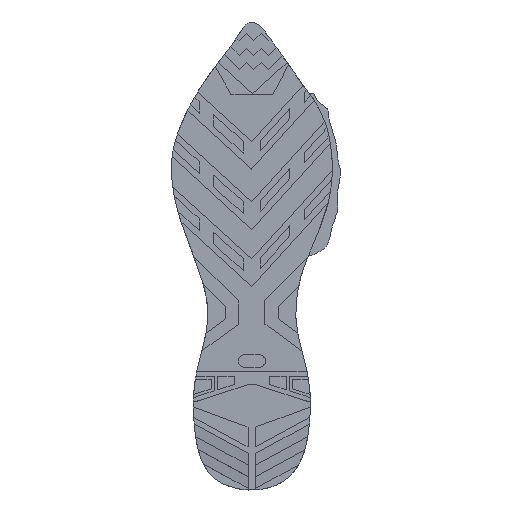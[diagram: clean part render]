
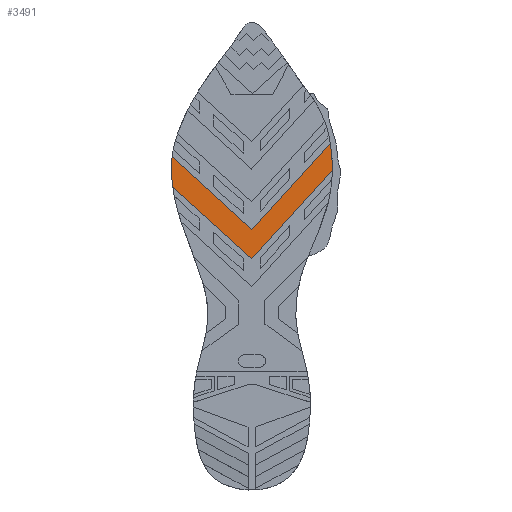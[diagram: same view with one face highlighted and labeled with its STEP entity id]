
A CAD part, top view. The second image highlights one B-rep face of the part: STEP entity #3491.
In plain terms, the highlighted face is planar.
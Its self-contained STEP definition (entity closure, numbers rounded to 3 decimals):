
#13 = VERTEX_POINT ( 'NONE', #5706 ) ;
#103 = FACE_OUTER_BOUND ( 'NONE', #3780, .T. ) ;
#245 = VERTEX_POINT ( 'NONE', #6044 ) ;
#351 = EDGE_CURVE ( 'NONE', #956, #3510, #5631, .T. ) ;
#364 = ORIENTED_EDGE ( 'NONE', *, *, #6649, .F. ) ;
#371 = VECTOR ( 'NONE', #2526, 1000. ) ;
#419 = EDGE_CURVE ( 'NONE', #13, #2574, #2661, .T. ) ;
#511 = DIRECTION ( 'NONE',  ( 0.673, 0., 0.74 ) ) ;
#574 = CARTESIAN_POINT ( 'NONE',  ( 18.986, 3., -17.263 ) ) ;
#729 = CARTESIAN_POINT ( 'NONE',  ( -54.34, 3., -112.681 ) ) ;
#956 = VERTEX_POINT ( 'NONE', #3856 ) ;
#1042 = CARTESIAN_POINT ( 'NONE',  ( -18.986, 3., -20.88 ) ) ;
#1052 = CARTESIAN_POINT ( 'NONE',  ( 54.551, 3., -107.835 ) ) ;
#1341 = CARTESIAN_POINT ( 'NONE',  ( -54.95, 3., -106.378 ) ) ;
#1348 = VECTOR ( 'NONE', #4173, 1000. ) ;
#1487 = DIRECTION ( 'NONE',  ( 0.74, 0., -0.673 ) ) ;
#1935 = CARTESIAN_POINT ( 'NONE',  ( 0., 3., -38.144 ) ) ;
#1962 = CARTESIAN_POINT ( 'NONE',  ( -28.986, 3., -31.879 ) ) ;
#1987 = B_SPLINE_CURVE_WITH_KNOTS ( 'NONE', 3,
 ( #3062, #4099, #2338, #2847, #4927, #2373 ),
 .UNSPECIFIED., .F., .F.,
 ( 4, 1, 1, 4 ),
 ( 0.151, 0.152, 0.167, 0.175 ),
 .UNSPECIFIED. ) ;
#2166 = CARTESIAN_POINT ( 'NONE',  ( 0., 3., 0. ) ) ;
#2201 = VECTOR ( 'NONE', #511, 1000. ) ;
#2242 = CARTESIAN_POINT ( 'NONE',  ( -53.596, 3., -117.179 ) ) ;
#2338 = CARTESIAN_POINT ( 'NONE',  ( 55.105, 3., -102.894 ) ) ;
#2373 = CARTESIAN_POINT ( 'NONE',  ( 54.096, 3., -87.331 ) ) ;
#2472 = B_SPLINE_CURVE_WITH_KNOTS ( 'NONE', 3,
 ( #5998, #3228, #1341, #729, #2242 ),
 .UNSPECIFIED., .F., .F.,
 ( 4, 1, 4 ),
 ( 0.838, 0.843, 0.855 ),
 .UNSPECIFIED. ) ;
#2526 = DIRECTION ( 'NONE',  ( -0.74, 0., 0.673 ) ) ;
#2542 = ORIENTED_EDGE ( 'NONE', *, *, #6054, .T. ) ;
#2574 = VERTEX_POINT ( 'NONE', #1935 ) ;
#2637 = DIRECTION ( 'NONE',  ( 0., -1., 0. ) ) ;
#2661 = LINE ( 'NONE', #574, #1348 ) ;
#2713 = ORIENTED_EDGE ( 'NONE', *, *, #419, .F. ) ;
#2847 = CARTESIAN_POINT ( 'NONE',  ( 55.059, 3., -95.959 ) ) ;
#3062 = CARTESIAN_POINT ( 'NONE',  ( 54.551, 3., -107.835 ) ) ;
#3169 = ORIENTED_EDGE ( 'NONE', *, *, #351, .T. ) ;
#3228 = CARTESIAN_POINT ( 'NONE',  ( -55.013, 3., -100.256 ) ) ;
#3471 = ORIENTED_EDGE ( 'NONE', *, *, #5751, .T. ) ;
#3491 = ADVANCED_FACE ( 'NONE', ( #103 ), #4651, .T. ) ;
#3510 = VERTEX_POINT ( 'NONE', #4217 ) ;
#3599 = VERTEX_POINT ( 'NONE', #1052 ) ;
#3780 = EDGE_LOOP ( 'NONE', ( #364, #2713, #2542, #3169, #5793, #3471 ) ) ;
#3856 = CARTESIAN_POINT ( 'NONE',  ( -53.596, 3., -117.179 ) ) ;
#4099 = CARTESIAN_POINT ( 'NONE',  ( 54.589, 3., -107.512 ) ) ;
#4173 = DIRECTION ( 'NONE',  ( 0.673, 0., 0.74 ) ) ;
#4217 = CARTESIAN_POINT ( 'NONE',  ( 0., 3., -58.234 ) ) ;
#4651 = PLANE ( 'NONE',  #5080 ) ;
#4656 = EDGE_CURVE ( 'NONE', #3599, #3510, #6576, .T. ) ;
#4718 = DIRECTION ( 'NONE',  ( 0., 0., -1. ) ) ;
#4927 = CARTESIAN_POINT ( 'NONE',  ( 54.401, 3., -89.592 ) ) ;
#4954 = VECTOR ( 'NONE', #1487, 1000. ) ;
#5027 = LINE ( 'NONE', #1042, #4954 ) ;
#5080 = AXIS2_PLACEMENT_3D ( 'NONE', #2166, #2637, #4718 ) ;
#5631 = LINE ( 'NONE', #5762, #2201 ) ;
#5706 = CARTESIAN_POINT ( 'NONE',  ( -54.991, 3., -98.622 ) ) ;
#5751 = EDGE_CURVE ( 'NONE', #3599, #245, #1987, .T. ) ;
#5762 = CARTESIAN_POINT ( 'NONE',  ( 28.986, 3., -26.356 ) ) ;
#5793 = ORIENTED_EDGE ( 'NONE', *, *, #4656, .F. ) ;
#5998 = CARTESIAN_POINT ( 'NONE',  ( -54.991, 3., -98.622 ) ) ;
#6044 = CARTESIAN_POINT ( 'NONE',  ( 54.096, 3., -87.331 ) ) ;
#6054 = EDGE_CURVE ( 'NONE', #13, #956, #2472, .T. ) ;
#6576 = LINE ( 'NONE', #1962, #371 ) ;
#6649 = EDGE_CURVE ( 'NONE', #2574, #245, #5027, .T. ) ;
